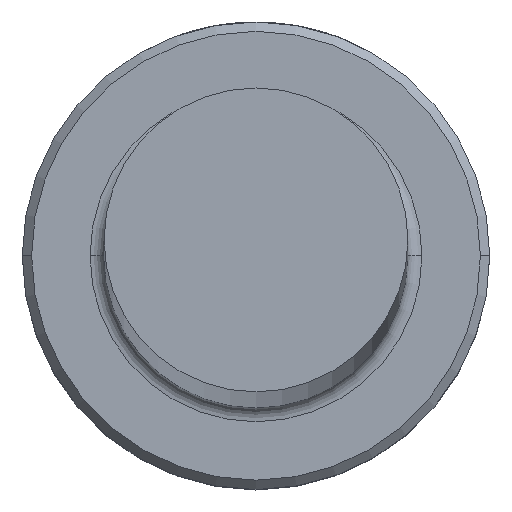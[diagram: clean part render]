
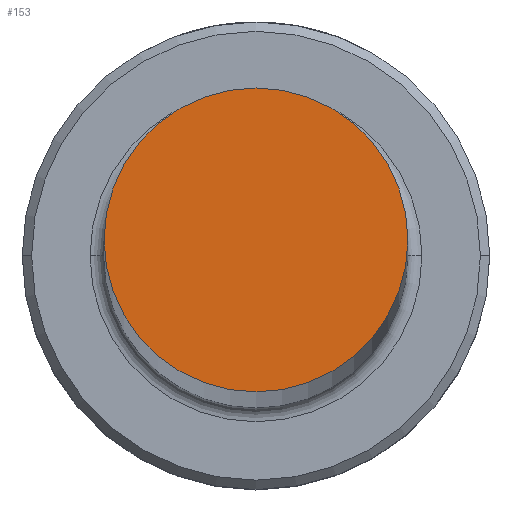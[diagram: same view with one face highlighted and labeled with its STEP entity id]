
A CAD part, top view. The second image highlights one B-rep face of the part: STEP entity #153.
In plain terms, the highlighted planar face has unit normal (0, 0, 1).
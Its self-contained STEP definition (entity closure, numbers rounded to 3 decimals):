
#38 = DIRECTION ( 'NONE',  ( 1., 0., 0. ) ) ;
#75 = PLANE ( 'NONE',  #716 ) ;
#111 = FACE_OUTER_BOUND ( 'NONE', #955, .T. ) ;
#153 = ADVANCED_FACE ( 'NONE', ( #111 ), #75, .T. ) ;
#196 = CARTESIAN_POINT ( 'NONE',  ( 0., 0., 200. ) ) ;
#209 = AXIS2_PLACEMENT_3D ( 'NONE', #1119, #617, #38 ) ;
#275 = CIRCLE ( 'NONE', #338, 3.25 ) ;
#310 = CIRCLE ( 'NONE', #209, 3.25 ) ;
#338 = AXIS2_PLACEMENT_3D ( 'NONE', #528, #1130, #627 ) ;
#366 = CARTESIAN_POINT ( 'NONE',  ( 3.25, 0., 200. ) ) ;
#528 = CARTESIAN_POINT ( 'NONE',  ( 0., 0., 200. ) ) ;
#617 = DIRECTION ( 'NONE',  ( 0., 0., 1. ) ) ;
#627 = DIRECTION ( 'NONE',  ( 1., 0., 0. ) ) ;
#716 = AXIS2_PLACEMENT_3D ( 'NONE', #196, #1038, #877 ) ;
#739 = CARTESIAN_POINT ( 'NONE',  ( -3.25, 0., 200. ) ) ;
#791 = ORIENTED_EDGE ( 'NONE', *, *, #916, .T. ) ;
#877 = DIRECTION ( 'NONE',  ( 1., 0., 0. ) ) ;
#916 = EDGE_CURVE ( 'NONE', #1148, #1109, #310, .T. ) ;
#935 = ORIENTED_EDGE ( 'NONE', *, *, #975, .T. ) ;
#955 = EDGE_LOOP ( 'NONE', ( #791, #935 ) ) ;
#975 = EDGE_CURVE ( 'NONE', #1109, #1148, #275, .T. ) ;
#1038 = DIRECTION ( 'NONE',  ( 0., 0., 1. ) ) ;
#1109 = VERTEX_POINT ( 'NONE', #366 ) ;
#1119 = CARTESIAN_POINT ( 'NONE',  ( 0., 0., 200. ) ) ;
#1130 = DIRECTION ( 'NONE',  ( 0., 0., 1. ) ) ;
#1148 = VERTEX_POINT ( 'NONE', #739 ) ;
